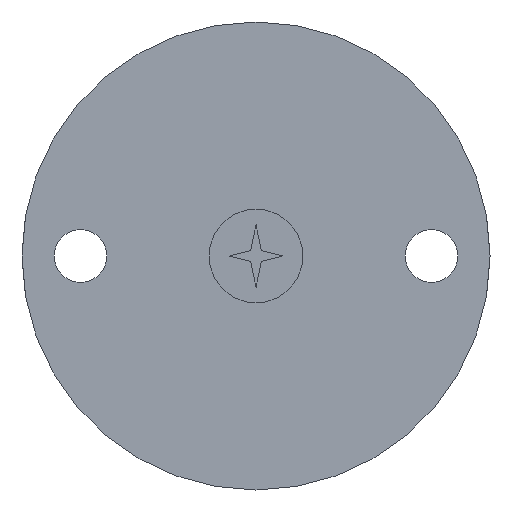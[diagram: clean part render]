
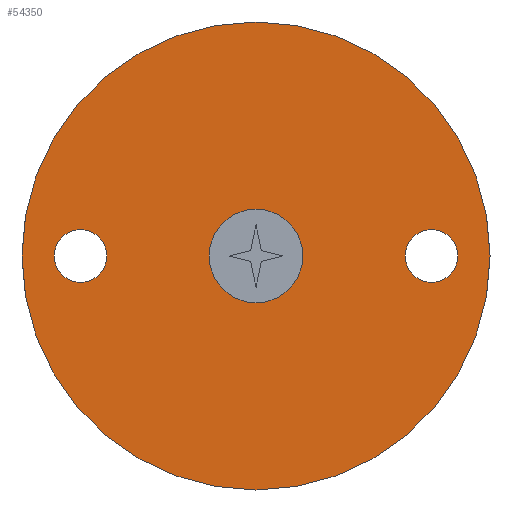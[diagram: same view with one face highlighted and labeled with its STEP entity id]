
A CAD part, front view. The second image highlights one B-rep face of the part: STEP entity #54350.
In plain terms, the highlighted planar face has unit normal (0, -1, 0).
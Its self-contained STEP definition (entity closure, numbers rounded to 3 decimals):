
#53700=CARTESIAN_POINT('',(20.,0.,0.));
#53710=DIRECTION('',(-0.,1.,0.));
#53720=DIRECTION('',(1.,0.,0.));
#53730=AXIS2_PLACEMENT_3D('',#53700,#53710,#53720);
#53740=PLANE('',#53730);
#53750=CARTESIAN_POINT('',(0.,0.,0.));
#53760=DIRECTION('',(0.,-1.,0.));
#53770=DIRECTION('',(1.,0.,0.));
#53780=AXIS2_PLACEMENT_3D('',#53750,#53760,#53770);
#53790=CIRCLE('',#53780,40.);
#53800=CARTESIAN_POINT('',(40.,0.,0.));
#53810=VERTEX_POINT('',#53800);
#53820=CARTESIAN_POINT('',(-40.,0.,0.));
#53830=VERTEX_POINT('',#53820);
#53840=EDGE_CURVE('',#53810,#53830,#53790,.T.);
#53850=ORIENTED_EDGE('',*,*,#53840,.T.);
#53860=EDGE_CURVE('',#53830,#53810,#53790,.T.);
#53870=ORIENTED_EDGE('',*,*,#53860,.T.);
#53880=EDGE_LOOP('',(#53870,#53850));
#53890=FACE_OUTER_BOUND('',#53880,.T.);
#53900=CARTESIAN_POINT('',(30.,0.,0.));
#53910=DIRECTION('',(0.,1.,0.));
#53920=DIRECTION('',(1.,0.,0.));
#53930=AXIS2_PLACEMENT_3D('',#53900,#53910,#53920);
#53940=CIRCLE('',#53930,4.5);
#53950=CARTESIAN_POINT('',(34.5,0.,0.));
#53960=VERTEX_POINT('',#53950);
#53970=CARTESIAN_POINT('',(25.5,0.,0.));
#53980=VERTEX_POINT('',#53970);
#53990=EDGE_CURVE('',#53960,#53980,#53940,.T.);
#54000=ORIENTED_EDGE('',*,*,#53990,.T.);
#54010=EDGE_CURVE('',#53980,#53960,#53940,.T.);
#54020=ORIENTED_EDGE('',*,*,#54010,.T.);
#54030=EDGE_LOOP('',(#54020,#54000));
#54040=FACE_BOUND('',#54030,.T.);
#54050=CARTESIAN_POINT('',(-30.,0.,0.));
#54060=DIRECTION('',(0.,1.,0.));
#54070=DIRECTION('',(1.,0.,0.));
#54080=AXIS2_PLACEMENT_3D('',#54050,#54060,#54070);
#54090=CIRCLE('',#54080,4.5);
#54100=CARTESIAN_POINT('',(-25.5,0.,0.));
#54110=VERTEX_POINT('',#54100);
#54120=CARTESIAN_POINT('',(-34.5,0.,0.));
#54130=VERTEX_POINT('',#54120);
#54140=EDGE_CURVE('',#54110,#54130,#54090,.T.);
#54150=ORIENTED_EDGE('',*,*,#54140,.T.);
#54160=EDGE_CURVE('',#54130,#54110,#54090,.T.);
#54170=ORIENTED_EDGE('',*,*,#54160,.T.);
#54180=EDGE_LOOP('',(#54170,#54150));
#54190=FACE_BOUND('',#54180,.T.);
#54200=CARTESIAN_POINT('',(0.,0.,0.));
#54210=DIRECTION('',(0.,-1.,0.));
#54220=DIRECTION('',(-1.,0.,0.));
#54230=AXIS2_PLACEMENT_3D('',#54200,#54210,#54220);
#54240=CIRCLE('',#54230,8.);
#54250=CARTESIAN_POINT('',(8.,0.,0.));
#54260=VERTEX_POINT('',#54250);
#54270=CARTESIAN_POINT('',(-8.,0.,0.));
#54280=VERTEX_POINT('',#54270);
#54290=EDGE_CURVE('',#54260,#54280,#54240,.T.);
#54300=ORIENTED_EDGE('',*,*,#54290,.F.);
#54310=EDGE_CURVE('',#54280,#54260,#54240,.T.);
#54320=ORIENTED_EDGE('',*,*,#54310,.F.);
#54330=EDGE_LOOP('',(#54320,#54300));
#54340=FACE_BOUND('',#54330,.T.);
#54350=ADVANCED_FACE('',(#53890,#54040,#54190,#54340),#53740,.F.);
